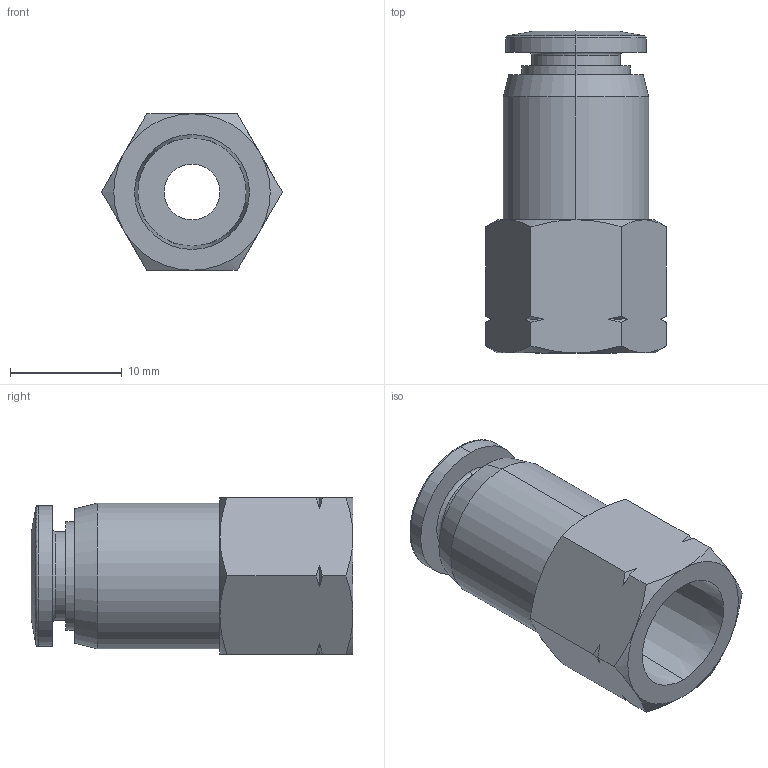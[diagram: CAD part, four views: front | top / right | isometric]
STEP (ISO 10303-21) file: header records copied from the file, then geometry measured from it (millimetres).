
FILE_DESCRIPTION (( 'STEP AP214' ), '1' );
FILE_NAME ('FS14-18N.step', '2016-02-24T20:34:17', ( '' ), ( '' ), 'SwSTEP 2.0', 'SolidWorks 2015', '' );
FILE_SCHEMA (( 'AUTOMOTIVE_DESIGN' ));
Length unit declared in the file: inch
Products named in the file (1): FS14-18N
Bounding box: 16.17 x 28.8 x 14 mm (x, y, z)
Volume: 2691.4 mm3; surface area: 2302.1 mm2
Topology: 1 solids, 1 shells, 63 faces, 142 edges, 86 vertices
Faces by surface type: cone 32, plane 13, cylinder 12, bspline 4, torus 2
Entity records: 2753 total; most frequent: CARTESIAN_POINT 544, ORIENTED_EDGE 284, DIRECTION 276, EDGE_CURVE 142, AXIS2_PLACEMENT_3D 122, VERTEX_POINT 86, EDGE_LOOP 70, UNCERTAINTY_MEASURE_WITH_UNIT 66
